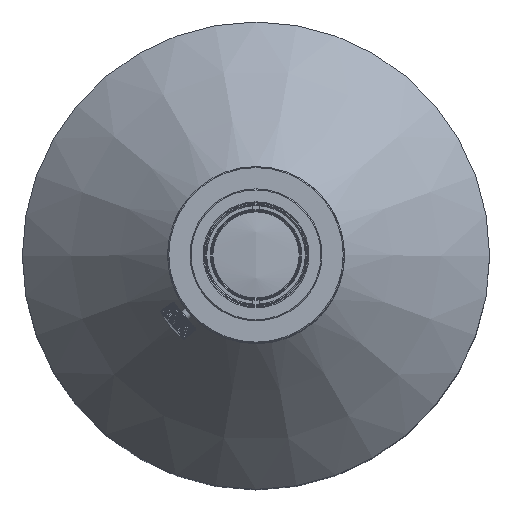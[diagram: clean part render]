
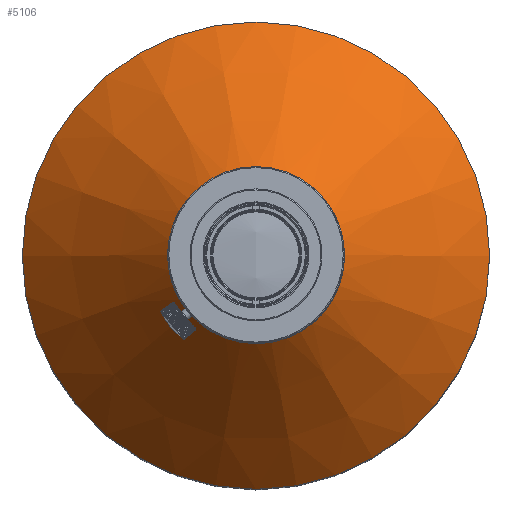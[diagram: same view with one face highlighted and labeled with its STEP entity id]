
A CAD part, top view. The second image highlights one B-rep face of the part: STEP entity #5106.
In plain terms, the highlighted conical face has half-angle 42.089 degrees and reference radius 17 mm.
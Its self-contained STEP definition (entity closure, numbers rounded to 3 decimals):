
#910=CONICAL_SURFACE('',#27973,17.,42.089);
#2120=FACE_BOUND('',#8541,.T.);
#2121=FACE_BOUND('',#8542,.T.);
#5106=ADVANCED_FACE('',(#2120,#2121),#910,.T.);
#8541=EDGE_LOOP('',(#15066));
#8542=EDGE_LOOP('',(#15067));
#15066=ORIENTED_EDGE('',*,*,#22816,.F.);
#15067=ORIENTED_EDGE('',*,*,#22620,.T.);
#19811=VERTEX_POINT('',#43252);
#20007=VERTEX_POINT('',#45263);
#22620=EDGE_CURVE('',#19811,#19811,#25419,.T.);
#22816=EDGE_CURVE('',#20007,#20007,#25455,.T.);
#25419=CIRCLE('',#27554,17.);
#25455=CIRCLE('',#27608,45.);
#27554=AXIS2_PLACEMENT_3D('',#43251,#32292,#32293);
#27608=AXIS2_PLACEMENT_3D('',#45262,#32425,#32426);
#27973=AXIS2_PLACEMENT_3D('',#45816,#33155,#33156);
#32292=DIRECTION('',(0.,0.,-1.));
#32293=DIRECTION('',(-0.5,0.866,0.));
#32425=DIRECTION('',(0.,0.,-1.));
#32426=DIRECTION('',(-0.5,0.866,0.));
#33155=DIRECTION('',(0.,0.,-1.));
#33156=DIRECTION('',(-0.5,0.866,0.));
#43251=CARTESIAN_POINT('',(0.,0.,104.62));
#43252=CARTESIAN_POINT('',(-8.5,14.722,104.62));
#45262=CARTESIAN_POINT('',(0.,0.,73.62));
#45263=CARTESIAN_POINT('',(-22.5,38.971,73.62));
#45816=CARTESIAN_POINT('',(0.,0.,104.62));
